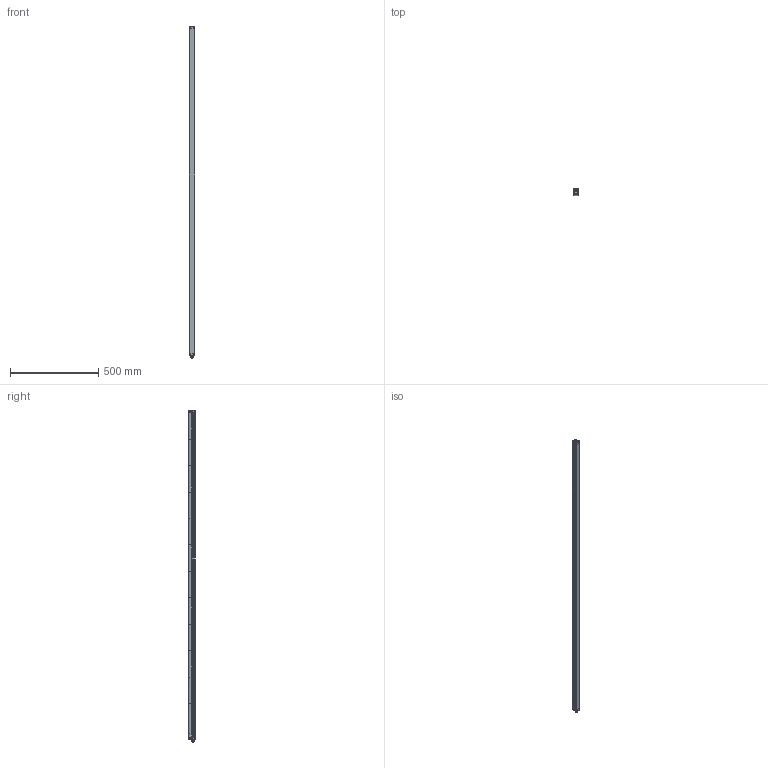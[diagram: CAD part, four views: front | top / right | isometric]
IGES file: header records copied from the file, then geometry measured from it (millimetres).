
Global section: file name: DSD-0156.igs; preprocessor: I-DEAS 3D IGES Translator 11; date: 20080609.123923; units: millimetre
Bounding box: 32.3 x 36.9 x 1883.34 mm (x, y, z)
Volume: 1900862.1 mm3; surface area: 436749.9 mm2
Topology: 12 solids, 12 shells, 1632 faces, 6367 edges, 5204 vertices
Faces by surface type: bspline 1632
